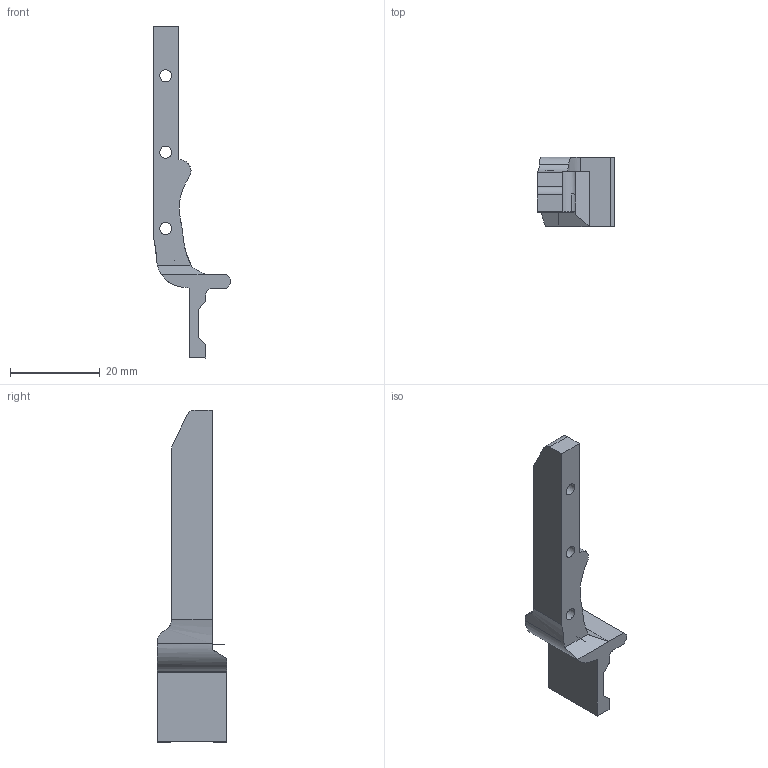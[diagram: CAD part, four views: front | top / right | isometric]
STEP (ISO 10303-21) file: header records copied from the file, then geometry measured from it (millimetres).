
FILE_DESCRIPTION(/* description */ (''),/* implementation_level */ '2;1');
FILE_NAME(/* name */ 'Gripper1.step',/* time_stamp */ '2020-11-11T14:44:48+01:00',/* author */ (''),/* organization */ (''),/* preprocessor_version */ 'ST-DEVELOPER v18.1',/* originating_system */ 'Autodesk Translation Framework v9.3.0.1241',/* authorisation */ '');
FILE_SCHEMA (('AUTOMOTIVE_DESIGN { 1 0 10303 214 3 1 1 }'));
Length unit declared in the file: metre
Products named in the file (1): FusionComponent
Bounding box: 17.3 x 15.5 x 73.9 mm (x, y, z)
Volume: 4232.5 mm3; surface area: 3028 mm2
Topology: 1 solids, 1 shells, 57 faces, 160 edges, 105 vertices
Faces by surface type: plane 35, cylinder 19, cone 3
Full cylindrical faces by diameter (mm): 2.7 x3
Entity records: 1948 total; most frequent: CARTESIAN_POINT 394, ORIENTED_EDGE 320, DIRECTION 315, EDGE_CURVE 160, LINE 105, VECTOR 105, VERTEX_POINT 105, AXIS2_PLACEMENT_3D 105
